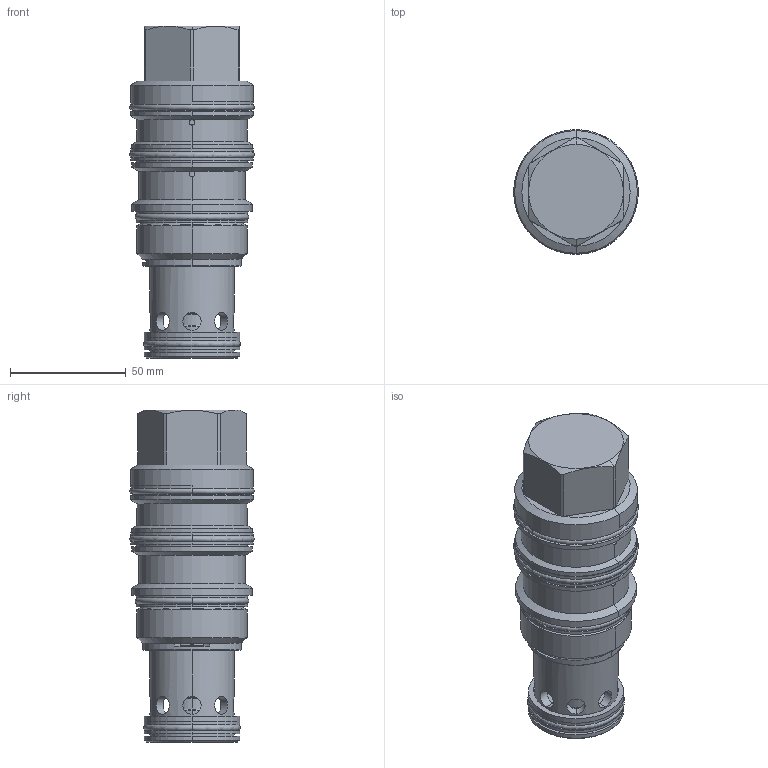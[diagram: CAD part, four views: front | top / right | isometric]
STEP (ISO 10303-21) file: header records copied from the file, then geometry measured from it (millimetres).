
FILE_DESCRIPTION((''),'2;1');
FILE_NAME('DKJS-XHN_PRT','2016-05-06T',('Administrator'),(''),'PRO/ENGINEER BY PARAMETRIC TECHNOLOGY CORPORATION, 2006240','PRO/ENGINEER BY PARAMETRIC TECHNOLOGY CORPORATION, 2006240','');
FILE_SCHEMA(('CONFIG_CONTROL_DESIGN'));
Products named in the file (1): DKJS-XHN_PRT
Bounding box: 53.85 x 53.82 x 143.69 mm (x, y, z)
Volume: 197047.7 mm3; surface area: 77753.1 mm2
Topology: 6 solids, 6 shells, 408 faces, 894 edges, 535 vertices
Faces by surface type: cylinder 184, cone 82, plane 78, torus 34, revolution 16, bspline 14
Entity records: 39965 total; most frequent: CARTESIAN_POINT 30921, DIRECTION 1961, ORIENTED_EDGE 1776, EDGE_CURVE 888, AXIS2_PLACEMENT_3D 829, VERTEX_POINT 535, EDGE_LOOP 487, CIRCLE 451
